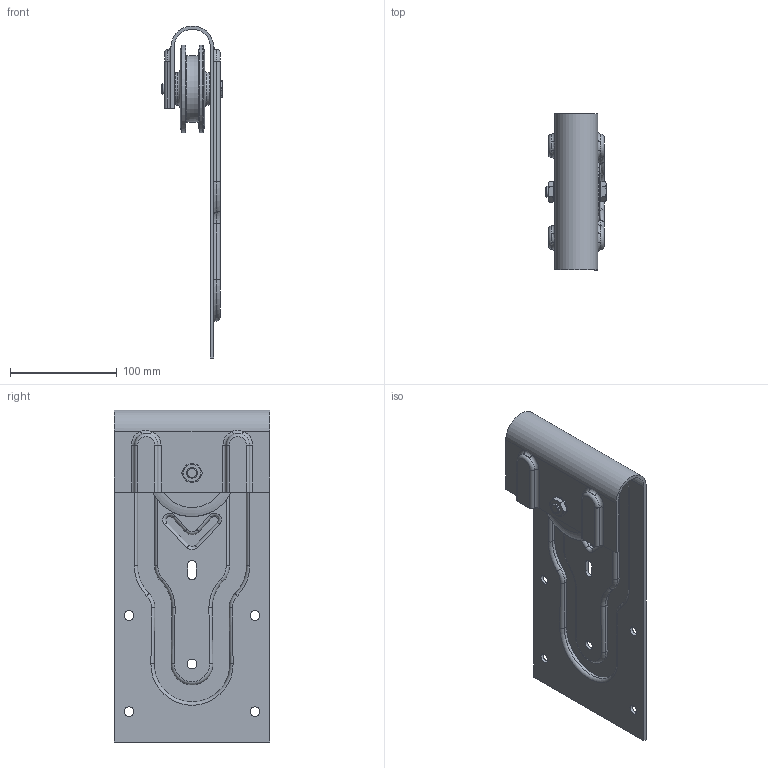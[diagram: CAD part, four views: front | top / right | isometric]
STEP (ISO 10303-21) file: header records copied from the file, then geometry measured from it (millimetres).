
FILE_DESCRIPTION(/* description */ (''),/* implementation_level */ '2;1');
FILE_NAME(/* name */ 'ROC2F.stp',/* time_stamp */ '2024-10-25T09:54:56+02:00',/* author */ ('Giuliano'),/* organization */ (''),/* preprocessor_version */ 'ST-DEVELOPER v18.1',/* originating_system */ 'Autodesk Inventor 2021',/* authorisation */ '');
FILE_SCHEMA (('AUTOMOTIVE_DESIGN { 1 0 10303 214 3 1 1 }'));
Length unit declared in the file: millimetre
Products named in the file (1): Pièce1
Bounding box: 56.4 x 146 x 311 mm (x, y, z)
Volume: 299316.6 mm3; surface area: 166473.5 mm2
Topology: 13 solids, 13 shells, 538 faces, 1369 edges, 869 vertices
Faces by surface type: plane 209, cylinder 173, torus 71, bspline 68, cone 17
Full cylindrical faces by diameter (mm): 4 x9, 9 x5, 10 x2, 10.2 x2, 10.4 x1, 10.5 x1, 11 x1, 14 x1, 14.2 x1, 14.63 x1, 16.8 x1, 21.6 x1, 22.2 x1, 37 x1, 82 x2
Entity records: 17608 total; most frequent: CARTESIAN_POINT 4617, ORIENTED_EDGE 2738, DIRECTION 2667, EDGE_CURVE 1369, AXIS2_PLACEMENT_3D 1009, VERTEX_POINT 869, LINE 649, VECTOR 649
